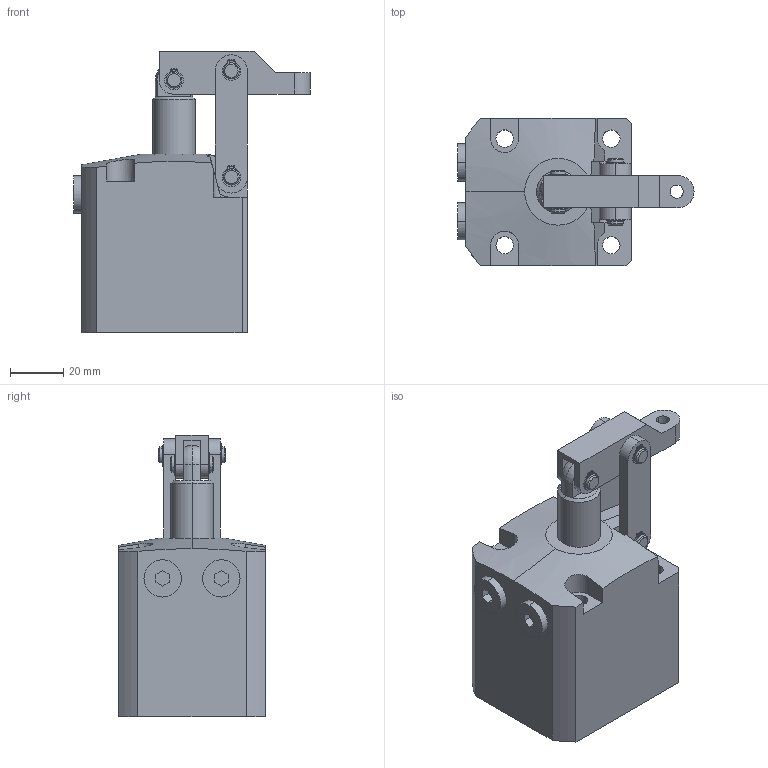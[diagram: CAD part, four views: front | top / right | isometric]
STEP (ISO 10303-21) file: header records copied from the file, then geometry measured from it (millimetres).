
FILE_DESCRIPTION (( 'STEP AP203' ), '1' );
FILE_NAME ('HUKW250A-D-SCG.STEP', '2020-08-24T07:37:59', ( '微软用户' ), ( '微软中国' ), 'SwSTEP 2.0', 'SolidWorks 2012', '' );
FILE_SCHEMA (( 'CONFIG_CONTROL_DESIGN' ));
Length unit declared in the file: millimetre
Products named in the file (9): HUKW250A-D-SCG; HUKV-W250蟀裝; HUKV-W250酗种; HUKV-W250揤旋; basic external retaining ring_am(B27.7M - 3AM1-6); 囀鞠褒; HUKV-W250活塞杆; HUKV-W250傻种
Assembly tree (16 placements, depth 2):
  HUKW250A-D-SCG
    HUKW250A-D-SCG
    HUKV-W250傻种
    HUKV-W250活塞杆
    HUKV-W250蟀裝  x2
    HUKV-W250揤旋
    HUKV-W250酗种  x2
    basic external retaining ring_am(B27.7M - 3AM1-6)  x6
    囀鞠褒  x2
Bounding box: 88.5 x 55 x 105.4 mm (x, y, z)
Volume: 212194.1 mm3; surface area: 45499 mm2
Topology: 16 solids, 16 shells, 452 faces, 1137 edges, 749 vertices
Faces by surface type: plane 223, cylinder 185, cone 20, bspline 16, torus 6, sphere 2
Entity records: 10178 total; most frequent: CARTESIAN_POINT 2431, DIRECTION 1395, ORIENTED_EDGE 1334, EDGE_CURVE 667, AXIS2_PLACEMENT_3D 509, VERTEX_POINT 437, LINE 377, VECTOR 377
